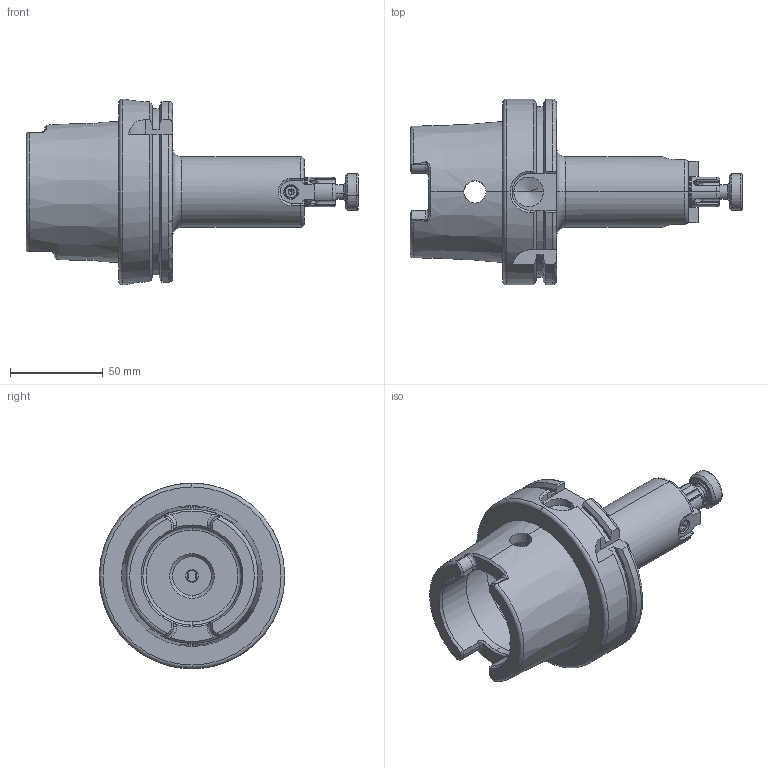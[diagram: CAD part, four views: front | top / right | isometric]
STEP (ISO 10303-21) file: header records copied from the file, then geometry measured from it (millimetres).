
FILE_DESCRIPTION (( 'STEP AP203' ), '1' );
FILE_NAME ('HSKA100 SMS16 100 D1=38TC.STEP', '2013-09-16T14:38:21', ( '' ), ( '' ), 'SwSTEP 2.0', 'SolidWorks 2009', '' );
FILE_SCHEMA (( 'CONFIG_CONTROL_DESIGN' ));
Length unit declared in the file: millimetre
Products named in the file (7): HSKA100 SMS16 100 D1=38TC; CCS-M8-16-2; M4X10_DIN 912 M4 x 10 --- 10N; FT KEY 8 16; CCS-M8-16-SHORT LENGHT; CCS-M8-16-1-SHORT LENGHT
Assembly tree (8 placements, depth 3):
  HSKA100 SMS16 100 D1=38TC
    HSKA100 SMS16 100 D1=38TC
    M4X10_DIN 912 M4 x 10 --- 10N  x2
    FT KEY 8 16  x2
    CCS-M8-16-SHORT LENGHT
      CCS-M8-16-1-SHORT LENGHT
      CCS-M8-16-2
Bounding box: 179 x 100 x 100 mm (x, y, z)
Volume: 336602.5 mm3; surface area: 65493.4 mm2
Topology: 7 solids, 7 shells, 374 faces, 922 edges, 561 vertices
Faces by surface type: plane 144, cylinder 98, cone 58, torus 43, bspline 23, sphere 8
Entity records: 13056 total; most frequent: CARTESIAN_POINT 4674, ORIENTED_EDGE 1638, DIRECTION 1522, EDGE_CURVE 819, AXIS2_PLACEMENT_3D 597, VERTEX_POINT 502, EDGE_LOOP 357, FACE_OUTER_BOUND 331
